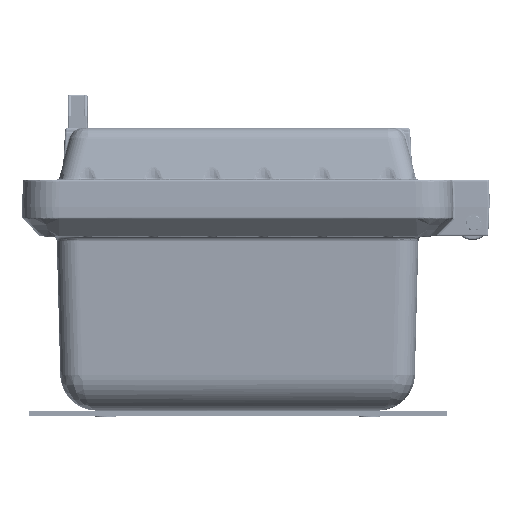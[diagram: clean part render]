
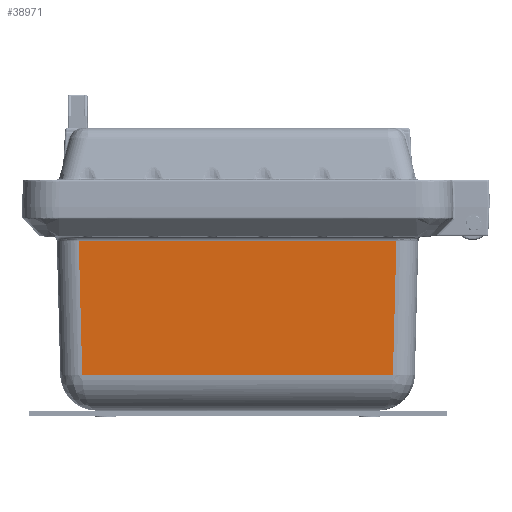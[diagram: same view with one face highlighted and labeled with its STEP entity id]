
A CAD part, left-side view. The second image highlights one B-rep face of the part: STEP entity #38971.
In plain terms, the highlighted planar face has unit normal (-1, 0, -0.026).
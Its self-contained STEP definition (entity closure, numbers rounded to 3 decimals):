
#2946=CARTESIAN_POINT('',(-474.081,216.597,230.683));
#2947=VERTEX_POINT('',#2946);
#3100=CARTESIAN_POINT('',(-474.081,-216.597,230.683));
#3101=VERTEX_POINT('',#3100);
#3102=CARTESIAN_POINT('',(-474.081,216.597,230.683));
#3103=DIRECTION('',(0.0,-1.0,0.0));
#3104=VECTOR('',#3103,433.194);
#3105=LINE('',#3102,#3104);
#3106=EDGE_CURVE('',#2947,#3101,#3105,.T.);
#25832=CARTESIAN_POINT('',(-469.316,-211.831,48.691));
#25833=VERTEX_POINT('',#25832);
#25834=CARTESIAN_POINT('',(-474.081,-216.597,230.683));
#25835=DIRECTION('',(0.026,0.026,-0.999));
#25836=VECTOR('',#25835,182.117);
#25837=LINE('',#25834,#25836);
#25838=EDGE_CURVE('',#3101,#25833,#25837,.T.);
#38728=CARTESIAN_POINT('',(-469.316,211.831,48.691));
#38729=VERTEX_POINT('',#38728);
#38944=CARTESIAN_POINT('',(-469.316,-211.831,48.691));
#38945=DIRECTION('',(0.0,1.0,0.0));
#38946=VECTOR('',#38945,423.662);
#38947=LINE('',#38944,#38946);
#38948=EDGE_CURVE('',#25833,#38729,#38947,.T.);
#38955=CARTESIAN_POINT('',(-468.043,-246.765,0.081));
#38956=DIRECTION('',(-1.,0.0,-0.026));
#38957=DIRECTION('',(-0.026,0.0,1.));
#38958=AXIS2_PLACEMENT_3D('',#38955,#38956,#38957);
#38959=PLANE('',#38958);
#38960=ORIENTED_EDGE('',*,*,#3106,.F.);
#38961=CARTESIAN_POINT('',(-469.316,211.831,48.691));
#38962=DIRECTION('',(-0.026,0.026,0.999));
#38963=VECTOR('',#38962,182.117);
#38964=LINE('',#38961,#38963);
#38965=EDGE_CURVE('',#38729,#2947,#38964,.T.);
#38966=ORIENTED_EDGE('',*,*,#38965,.F.);
#38967=ORIENTED_EDGE('',*,*,#38948,.F.);
#38968=ORIENTED_EDGE('',*,*,#25838,.F.);
#38969=EDGE_LOOP('',(#38960,#38966,#38967,#38968));
#38970=FACE_OUTER_BOUND('',#38969,.T.);
#38971=ADVANCED_FACE('',(#38970),#38959,.T.);
